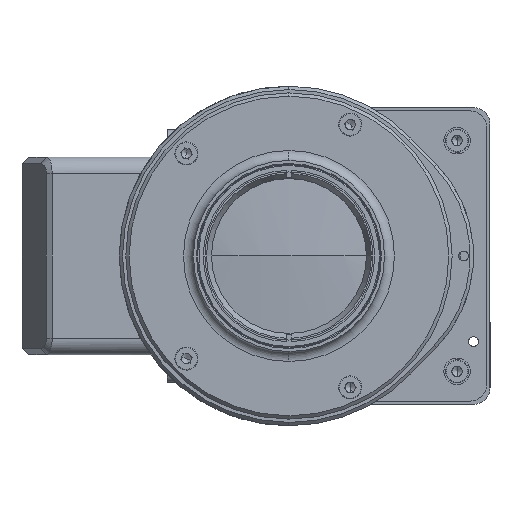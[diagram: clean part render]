
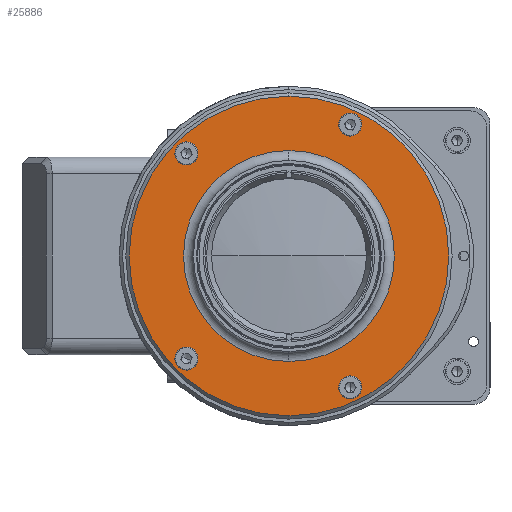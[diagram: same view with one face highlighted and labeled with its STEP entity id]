
A CAD part, left-side view. The second image highlights one B-rep face of the part: STEP entity #25886.
In plain terms, the highlighted planar face has unit normal (-1, 0, 0).
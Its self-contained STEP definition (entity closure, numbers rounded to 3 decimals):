
#24 = ORIENTED_EDGE ( 'NONE', *, *, #19587, .F. ) ;
#358 = DIRECTION ( 'NONE',  ( 0., 0., 1. ) ) ;
#443 = ORIENTED_EDGE ( 'NONE', *, *, #15112, .T. ) ;
#664 = CARTESIAN_POINT ( 'NONE',  ( -179.468, 0., 0. ) ) ;
#715 = CARTESIAN_POINT ( 'NONE',  ( -179.468, 0., -32. ) ) ;
#728 = ORIENTED_EDGE ( 'NONE', *, *, #25238, .F. ) ;
#898 = ORIENTED_EDGE ( 'NONE', *, *, #5823, .F. ) ;
#923 = EDGE_LOOP ( 'NONE', ( #18052, #24 ) ) ;
#1888 = CARTESIAN_POINT ( 'NONE',  ( -179.468, 0., 0. ) ) ;
#1985 = EDGE_CURVE ( 'NONE', #8676, #26684, #11729, .T. ) ;
#2037 = AXIS2_PLACEMENT_3D ( 'NONE', #1888, #17369, #25990 ) ;
#2068 = CARTESIAN_POINT ( 'NONE',  ( -179.468, 31.113, -29.013 ) ) ;
#2150 = CIRCLE ( 'NONE', #19007, 2.1 ) ;
#2156 = FACE_BOUND ( 'NONE', #10096, .T. ) ;
#2219 = VERTEX_POINT ( 'NONE', #6315 ) ;
#2321 = EDGE_LOOP ( 'NONE', ( #443, #17840 ) ) ;
#2397 = EDGE_CURVE ( 'NONE', #4535, #27792, #15196, .T. ) ;
#2659 = EDGE_CURVE ( 'NONE', #2219, #14813, #5516, .T. ) ;
#2829 = DIRECTION ( 'NONE',  ( -1., 0., 0. ) ) ;
#3827 = CARTESIAN_POINT ( 'NONE',  ( -179.468, -18.595, -39.878 ) ) ;
#3920 = DIRECTION ( 'NONE',  ( 0., 0., 1. ) ) ;
#4078 = DIRECTION ( 'NONE',  ( 0., 0., 1. ) ) ;
#4535 = VERTEX_POINT ( 'NONE', #11433 ) ;
#5084 = ORIENTED_EDGE ( 'NONE', *, *, #27047, .F. ) ;
#5509 = VERTEX_POINT ( 'NONE', #715 ) ;
#5516 = CIRCLE ( 'NONE', #18332, 48.5 ) ;
#5823 = EDGE_CURVE ( 'NONE', #27792, #4535, #21227, .T. ) ;
#5934 = EDGE_LOOP ( 'NONE', ( #19666, #26478 ) ) ;
#6103 = DIRECTION ( 'NONE',  ( -1., 0., 0. ) ) ;
#6201 = VERTEX_POINT ( 'NONE', #27921 ) ;
#6249 = CIRCLE ( 'NONE', #2037, 32. ) ;
#6315 = CARTESIAN_POINT ( 'NONE',  ( -179.468, 0., 48.5 ) ) ;
#6411 = CIRCLE ( 'NONE', #24788, 32. ) ;
#7052 = CARTESIAN_POINT ( 'NONE',  ( -179.468, 31.113, 31.113 ) ) ;
#8606 = DIRECTION ( 'NONE',  ( -1., 0., 0. ) ) ;
#8676 = VERTEX_POINT ( 'NONE', #25715 ) ;
#8851 = CIRCLE ( 'NONE', #13843, 2.1 ) ;
#9014 = DIRECTION ( 'NONE',  ( -1., 0., 0. ) ) ;
#9303 = CARTESIAN_POINT ( 'NONE',  ( -179.468, -18.595, -39.878 ) ) ;
#9388 = CARTESIAN_POINT ( 'NONE',  ( -179.468, 31.113, 33.213 ) ) ;
#9403 = FACE_BOUND ( 'NONE', #26032, .T. ) ;
#9974 = DIRECTION ( 'NONE',  ( -1., 0., 0. ) ) ;
#10096 = EDGE_LOOP ( 'NONE', ( #5084, #728 ) ) ;
#10289 = VERTEX_POINT ( 'NONE', #25115 ) ;
#10349 = CARTESIAN_POINT ( 'NONE',  ( -179.468, -18.595, -37.778 ) ) ;
#11001 = AXIS2_PLACEMENT_3D ( 'NONE', #9303, #18018, #358 ) ;
#11431 = ORIENTED_EDGE ( 'NONE', *, *, #1985, .F. ) ;
#11433 = CARTESIAN_POINT ( 'NONE',  ( -179.468, 31.113, -33.213 ) ) ;
#11729 = CIRCLE ( 'NONE', #26775, 2.1 ) ;
#12363 = DIRECTION ( 'NONE',  ( 0., 0., 1. ) ) ;
#12763 = CIRCLE ( 'NONE', #18460, 2.1 ) ;
#13284 = ORIENTED_EDGE ( 'NONE', *, *, #20241, .F. ) ;
#13843 = AXIS2_PLACEMENT_3D ( 'NONE', #3827, #6103, #3920 ) ;
#13871 = FACE_BOUND ( 'NONE', #19182, .T. ) ;
#14018 = AXIS2_PLACEMENT_3D ( 'NONE', #23717, #17237, #4078 ) ;
#14579 = CARTESIAN_POINT ( 'NONE',  ( -179.468, 49.5, 0. ) ) ;
#14813 = VERTEX_POINT ( 'NONE', #25345 ) ;
#15112 = EDGE_CURVE ( 'NONE', #24602, #5509, #6411, .T. ) ;
#15196 = CIRCLE ( 'NONE', #27152, 2.1 ) ;
#15368 = CARTESIAN_POINT ( 'NONE',  ( -179.468, 0., 0. ) ) ;
#16079 = DIRECTION ( 'NONE',  ( 0., 0., 1. ) ) ;
#16920 = DIRECTION ( 'NONE',  ( 0., 0., 1. ) ) ;
#17237 = DIRECTION ( 'NONE',  ( -1., 0., 0. ) ) ;
#17369 = DIRECTION ( 'NONE',  ( 1., 0., 0. ) ) ;
#17840 = ORIENTED_EDGE ( 'NONE', *, *, #19414, .T. ) ;
#17873 = CIRCLE ( 'NONE', #25027, 2.1 ) ;
#18018 = DIRECTION ( 'NONE',  ( -1., 0., 0. ) ) ;
#18046 = DIRECTION ( 'NONE',  ( 1., 0., 0. ) ) ;
#18052 = ORIENTED_EDGE ( 'NONE', *, *, #28392, .F. ) ;
#18129 = DIRECTION ( 'NONE',  ( 0., 0., 1. ) ) ;
#18332 = AXIS2_PLACEMENT_3D ( 'NONE', #25496, #9974, #12363 ) ;
#18460 = AXIS2_PLACEMENT_3D ( 'NONE', #19109, #27636, #16920 ) ;
#18777 = DIRECTION ( 'NONE',  ( 0., 0., 1. ) ) ;
#19007 = AXIS2_PLACEMENT_3D ( 'NONE', #26846, #2829, #18129 ) ;
#19013 = FACE_OUTER_BOUND ( 'NONE', #5934, .T. ) ;
#19109 = CARTESIAN_POINT ( 'NONE',  ( -179.468, -18.595, 39.878 ) ) ;
#19182 = EDGE_LOOP ( 'NONE', ( #898, #23368 ) ) ;
#19414 = EDGE_CURVE ( 'NONE', #5509, #24602, #6249, .T. ) ;
#19587 = EDGE_CURVE ( 'NONE', #10289, #23803, #2150, .T. ) ;
#19666 = ORIENTED_EDGE ( 'NONE', *, *, #22713, .T. ) ;
#20151 = CARTESIAN_POINT ( 'NONE',  ( -179.468, 31.113, -31.113 ) ) ;
#20241 = EDGE_CURVE ( 'NONE', #26684, #8676, #12763, .T. ) ;
#20247 = DIRECTION ( 'NONE',  ( 0., 0., 1. ) ) ;
#20371 = FACE_BOUND ( 'NONE', #2321, .T. ) ;
#20424 = CIRCLE ( 'NONE', #11001, 2.1 ) ;
#20733 = FACE_BOUND ( 'NONE', #923, .T. ) ;
#21227 = CIRCLE ( 'NONE', #14018, 2.1 ) ;
#21759 = CARTESIAN_POINT ( 'NONE',  ( -179.468, -18.595, 37.778 ) ) ;
#22713 = EDGE_CURVE ( 'NONE', #14813, #2219, #24956, .T. ) ;
#23150 = DIRECTION ( 'NONE',  ( -1., 0., 0. ) ) ;
#23311 = CARTESIAN_POINT ( 'NONE',  ( -179.468, 0., 32. ) ) ;
#23368 = ORIENTED_EDGE ( 'NONE', *, *, #2397, .F. ) ;
#23511 = VERTEX_POINT ( 'NONE', #10349 ) ;
#23717 = CARTESIAN_POINT ( 'NONE',  ( -179.468, 31.113, -31.113 ) ) ;
#23803 = VERTEX_POINT ( 'NONE', #9388 ) ;
#24602 = VERTEX_POINT ( 'NONE', #23311 ) ;
#24788 = AXIS2_PLACEMENT_3D ( 'NONE', #664, #18046, #20247 ) ;
#24956 = CIRCLE ( 'NONE', #25289, 48.5 ) ;
#25027 = AXIS2_PLACEMENT_3D ( 'NONE', #7052, #26628, #26729 ) ;
#25047 = CARTESIAN_POINT ( 'NONE',  ( -179.468, -18.595, 39.878 ) ) ;
#25115 = CARTESIAN_POINT ( 'NONE',  ( -179.468, 31.113, 29.013 ) ) ;
#25238 = EDGE_CURVE ( 'NONE', #6201, #23511, #20424, .T. ) ;
#25280 = PLANE ( 'NONE',  #28327 ) ;
#25289 = AXIS2_PLACEMENT_3D ( 'NONE', #15368, #8606, #28181 ) ;
#25345 = CARTESIAN_POINT ( 'NONE',  ( -179.468, 0., -48.5 ) ) ;
#25496 = CARTESIAN_POINT ( 'NONE',  ( -179.468, 0., 0. ) ) ;
#25715 = CARTESIAN_POINT ( 'NONE',  ( -179.468, -18.595, 41.978 ) ) ;
#25886 = ADVANCED_FACE ( 'NONE', ( #13871, #2156, #9403, #20733, #19013, #20371 ), #25280, .T. ) ;
#25990 = DIRECTION ( 'NONE',  ( 0., 0., 1. ) ) ;
#26032 = EDGE_LOOP ( 'NONE', ( #11431, #13284 ) ) ;
#26478 = ORIENTED_EDGE ( 'NONE', *, *, #2659, .T. ) ;
#26628 = DIRECTION ( 'NONE',  ( -1., 0., 0. ) ) ;
#26684 = VERTEX_POINT ( 'NONE', #21759 ) ;
#26729 = DIRECTION ( 'NONE',  ( 0., 0., 1. ) ) ;
#26775 = AXIS2_PLACEMENT_3D ( 'NONE', #25047, #26883, #16079 ) ;
#26846 = CARTESIAN_POINT ( 'NONE',  ( -179.468, 31.113, 31.113 ) ) ;
#26852 = DIRECTION ( 'NONE',  ( 0., 0., 1. ) ) ;
#26883 = DIRECTION ( 'NONE',  ( -1., 0., 0. ) ) ;
#27047 = EDGE_CURVE ( 'NONE', #23511, #6201, #8851, .T. ) ;
#27152 = AXIS2_PLACEMENT_3D ( 'NONE', #20151, #9014, #26852 ) ;
#27636 = DIRECTION ( 'NONE',  ( -1., 0., 0. ) ) ;
#27792 = VERTEX_POINT ( 'NONE', #2068 ) ;
#27921 = CARTESIAN_POINT ( 'NONE',  ( -179.468, -18.595, -41.978 ) ) ;
#28181 = DIRECTION ( 'NONE',  ( 0., 0., 1. ) ) ;
#28327 = AXIS2_PLACEMENT_3D ( 'NONE', #14579, #23150, #18777 ) ;
#28392 = EDGE_CURVE ( 'NONE', #23803, #10289, #17873, .T. ) ;
